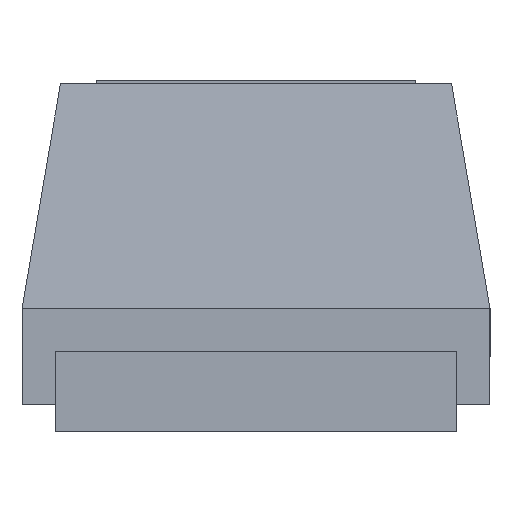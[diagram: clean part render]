
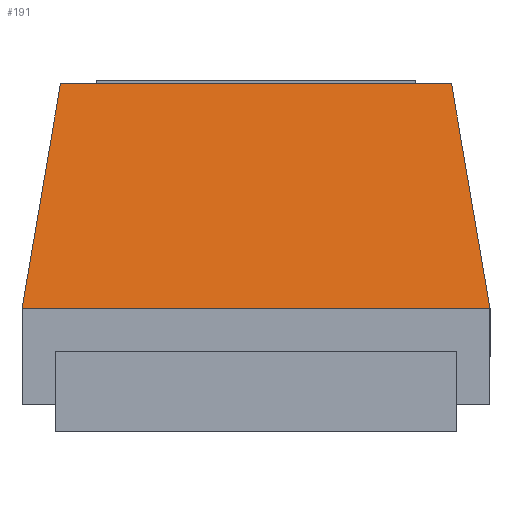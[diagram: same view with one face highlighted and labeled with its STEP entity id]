
A CAD part, left-side view. The second image highlights one B-rep face of the part: STEP entity #191.
In plain terms, the highlighted planar face has unit normal (-0.986, 0, 0.169).
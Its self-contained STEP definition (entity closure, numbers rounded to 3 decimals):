
#11 = EDGE_CURVE ( 'NONE', #376, #623, #726, .T. ) ;
#13 = DIRECTION ( 'NONE',  ( -0.986, 0., 0.169 ) ) ;
#15 = DIRECTION ( 'NONE',  ( -0.167, 0.167, -0.972 ) ) ;
#73 = LINE ( 'NONE', #203, #884 ) ;
#74 = VECTOR ( 'NONE', #147, 1000. ) ;
#86 = EDGE_CURVE ( 'NONE', #376, #105, #73, .T. ) ;
#105 = VERTEX_POINT ( 'NONE', #121 ) ;
#121 = CARTESIAN_POINT ( 'NONE',  ( -0.625, -0.371, 0.66 ) ) ;
#131 = DIRECTION ( 'NONE',  ( 0.167, 0.167, 0.972 ) ) ;
#137 = CARTESIAN_POINT ( 'NONE',  ( -0.698, 0.444, 0.234 ) ) ;
#139 = ORIENTED_EDGE ( 'NONE', *, *, #11, .F. ) ;
#144 = DIRECTION ( 'NONE',  ( 0.169, 0., 0.986 ) ) ;
#147 = DIRECTION ( 'NONE',  ( 0., 1., 0. ) ) ;
#191 = ADVANCED_FACE ( 'NONE', ( #628 ), #425, .T. ) ;
#203 = CARTESIAN_POINT ( 'NONE',  ( -0.673, -0.419, 0.378 ) ) ;
#244 = ORIENTED_EDGE ( 'NONE', *, *, #247, .T. ) ;
#247 = EDGE_CURVE ( 'NONE', #547, #623, #605, .T. ) ;
#282 = DIRECTION ( 'NONE',  ( 0., 1., 0. ) ) ;
#292 = VECTOR ( 'NONE', #15, 1000. ) ;
#314 = EDGE_LOOP ( 'NONE', ( #323, #244, #139, #682 ) ) ;
#319 = CARTESIAN_POINT ( 'NONE',  ( -0.698, -0.444, 0.234 ) ) ;
#323 = ORIENTED_EDGE ( 'NONE', *, *, #786, .T. ) ;
#376 = VERTEX_POINT ( 'NONE', #319 ) ;
#425 = PLANE ( 'NONE',  #720 ) ;
#438 = CARTESIAN_POINT ( 'NONE',  ( -0.698, 0.444, 0.234 ) ) ;
#442 = CARTESIAN_POINT ( 'NONE',  ( -0.698, 0.444, 0.234 ) ) ;
#547 = VERTEX_POINT ( 'NONE', #901 ) ;
#550 = CARTESIAN_POINT ( 'NONE',  ( -0.698, 0.444, 0.234 ) ) ;
#577 = CARTESIAN_POINT ( 'NONE',  ( -0.625, 0.444, 0.66 ) ) ;
#605 = LINE ( 'NONE', #442, #292 ) ;
#623 = VERTEX_POINT ( 'NONE', #550 ) ;
#628 = FACE_OUTER_BOUND ( 'NONE', #314, .T. ) ;
#682 = ORIENTED_EDGE ( 'NONE', *, *, #86, .T. ) ;
#720 = AXIS2_PLACEMENT_3D ( 'NONE', #137, #13, #144 ) ;
#726 = LINE ( 'NONE', #438, #903 ) ;
#786 = EDGE_CURVE ( 'NONE', #105, #547, #795, .T. ) ;
#795 = LINE ( 'NONE', #577, #74 ) ;
#884 = VECTOR ( 'NONE', #131, 1000. ) ;
#901 = CARTESIAN_POINT ( 'NONE',  ( -0.625, 0.371, 0.66 ) ) ;
#903 = VECTOR ( 'NONE', #282, 1000. ) ;
